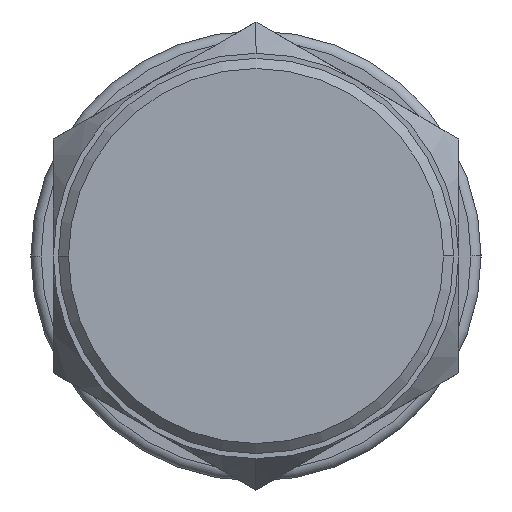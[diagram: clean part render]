
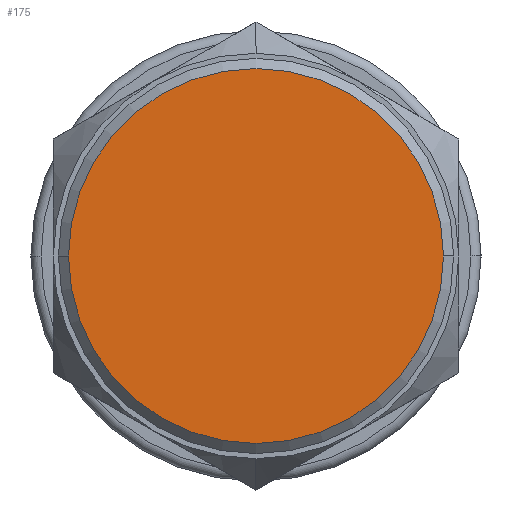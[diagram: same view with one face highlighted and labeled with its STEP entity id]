
A CAD part, left-side view. The second image highlights one B-rep face of the part: STEP entity #175.
In plain terms, the highlighted planar face has unit normal (-1, 0, 0).
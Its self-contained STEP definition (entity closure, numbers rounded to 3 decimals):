
#175=ADVANCED_FACE('',(#401),#402,.T.);
#195=EDGE_CURVE('',#434,#435,#436,.T.);
#287=EDGE_CURVE('',#435,#434,#554,.T.);
#401=FACE_OUTER_BOUND('',#658,.T.);
#402=PLANE('',#659);
#434=VERTEX_POINT('',#705);
#435=VERTEX_POINT('',#706);
#436=CIRCLE('',#707,3.7);
#554=CIRCLE('',#997,3.7);
#658=EDGE_LOOP('',(#1251,#1252));
#659=AXIS2_PLACEMENT_3D('',#1253,#1254,#1255);
#705=CARTESIAN_POINT('',(-13.1,-3.7,0.));
#706=CARTESIAN_POINT('',(-13.1,3.7,0.));
#707=AXIS2_PLACEMENT_3D('',#1311,#1312,#1313);
#997=AXIS2_PLACEMENT_3D('',#1359,#1360,#1361);
#1251=ORIENTED_EDGE('',*,*,#287,.T.);
#1252=ORIENTED_EDGE('',*,*,#195,.T.);
#1253=CARTESIAN_POINT('',(-13.1,0.,0.));
#1254=DIRECTION('',(-1.0,0.,0.));
#1255=DIRECTION('',(0.,0.0,1.0));
#1311=CARTESIAN_POINT('',(-13.1,0.,0.));
#1312=DIRECTION('',(-1.0,-0.0,0.));
#1313=DIRECTION('',(0.0,-1.0,0.0));
#1359=CARTESIAN_POINT('',(-13.1,0.,0.));
#1360=DIRECTION('',(-1.0,-0.0,0.));
#1361=DIRECTION('',(0.0,-1.0,0.0));
